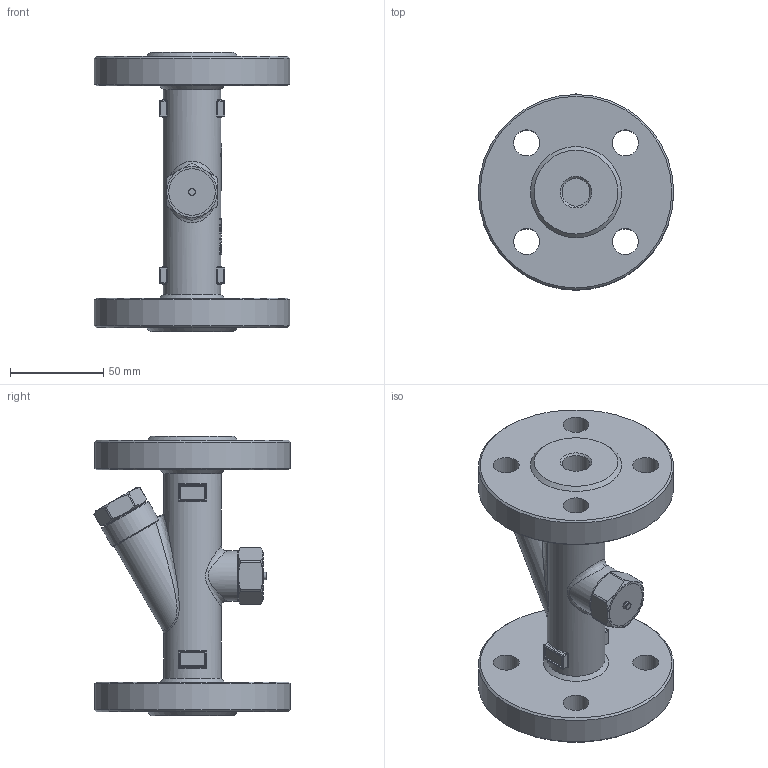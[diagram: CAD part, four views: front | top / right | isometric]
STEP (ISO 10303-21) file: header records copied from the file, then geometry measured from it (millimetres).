
FILE_DESCRIPTION(/* description */ (''),/* implementation_level */ '2;1');
FILE_NAME(/* name */ 'DN15_3D_STEP.stp',/* time_stamp */ '2025-11-25T23:51:12+03:00',/* author */ ('igorr'),/* organization */ (''),/* preprocessor_version */ 'ST-DEVELOPER v20',/* originating_system */ 'Autodesk Inventor 2025',/* authorisation */ '');
FILE_SCHEMA (('AUTOMOTIVE_DESIGN { 1 0 10303 214 3 1 1 }'));
Length unit declared in the file: millimetre
Products named in the file (1): Деталь1
Bounding box: 105 x 105.5 x 150 mm (x, y, z)
Volume: 379812.8 mm3; surface area: 71018.1 mm2
Topology: 1 solids, 4 shells, 303 faces, 708 edges, 443 vertices
Faces by surface type: plane 119, cylinder 89, bspline 41, cone 24, sphere 16, torus 14
Full cylindrical faces by diameter (mm): 3 x1, 4 x1, 4.2 x1, 14 x8, 15 x4, 19 x1, 25 x2, 27 x1, 29 x1, 31 x1, 105 x2
Entity records: 10797 total; most frequent: CARTESIAN_POINT 3745, ORIENTED_EDGE 1416, DIRECTION 1320, EDGE_CURVE 708, AXIS2_PLACEMENT_3D 505, VERTEX_POINT 443, EDGE_LOOP 349, LINE 310
